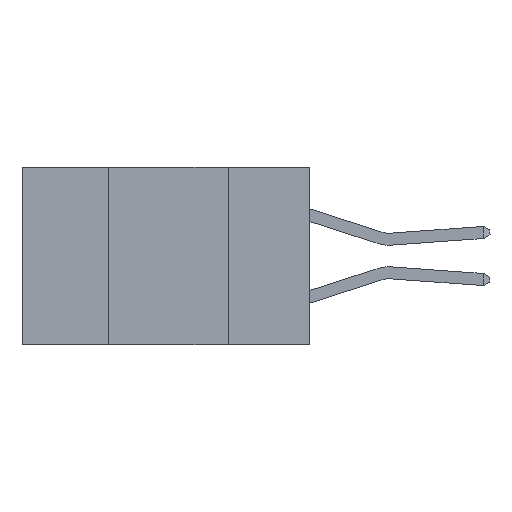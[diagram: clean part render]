
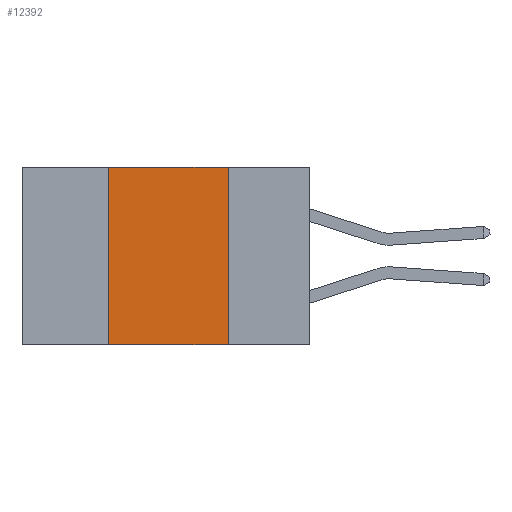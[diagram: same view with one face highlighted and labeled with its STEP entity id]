
A CAD part, left-side view. The second image highlights one B-rep face of the part: STEP entity #12392.
In plain terms, the highlighted planar face has unit normal (-1, 0, 0).
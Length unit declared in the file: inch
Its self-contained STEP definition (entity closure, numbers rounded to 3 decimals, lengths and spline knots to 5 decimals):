
#164 = CARTESIAN_POINT ( 'NONE',  ( 0., 0.17, -0.37 ) ) ;
#354 = CARTESIAN_POINT ( 'NONE',  ( 0., 0.6, 0. ) ) ;
#1077 = EDGE_LOOP ( 'NONE', ( #15341, #12620, #3635, #3072 ) ) ;
#1477 = LINE ( 'NONE', #4637, #4390 ) ;
#1791 = VECTOR ( 'NONE', #6693, 39.37008 ) ;
#2822 = VERTEX_POINT ( 'NONE', #12645 ) ;
#2929 = DIRECTION ( 'NONE',  ( 1., 0., 0. ) ) ;
#3072 = ORIENTED_EDGE ( 'NONE', *, *, #9341, .T. ) ;
#3251 = CARTESIAN_POINT ( 'NONE',  ( 0., 0.6, 0. ) ) ;
#3438 = EDGE_CURVE ( 'NONE', #4908, #2822, #3910, .T. ) ;
#3635 = ORIENTED_EDGE ( 'NONE', *, *, #3438, .F. ) ;
#3910 = LINE ( 'NONE', #6024, #13220 ) ;
#4039 = CARTESIAN_POINT ( 'NONE',  ( 0., 0.17, 0. ) ) ;
#4390 = VECTOR ( 'NONE', #5842, 39.37008 ) ;
#4637 = CARTESIAN_POINT ( 'NONE',  ( 0., 0.17, 0. ) ) ;
#4908 = VERTEX_POINT ( 'NONE', #14347 ) ;
#5404 = EDGE_CURVE ( 'NONE', #2822, #12965, #13160, .T. ) ;
#5558 = DIRECTION ( 'NONE',  ( 0., 0., 1. ) ) ;
#5838 = VERTEX_POINT ( 'NONE', #164 ) ;
#5842 = DIRECTION ( 'NONE',  ( 0., 0., -1. ) ) ;
#6024 = CARTESIAN_POINT ( 'NONE',  ( 0., 0.42, 0. ) ) ;
#6665 = EDGE_CURVE ( 'NONE', #12965, #5838, #1477, .T. ) ;
#6693 = DIRECTION ( 'NONE',  ( 0., -1., 0. ) ) ;
#6859 = FACE_OUTER_BOUND ( 'NONE', #1077, .T. ) ;
#7411 = VECTOR ( 'NONE', #11709, 39.37008 ) ;
#9341 = EDGE_CURVE ( 'NONE', #4908, #5838, #11489, .T. ) ;
#11383 = DIRECTION ( 'NONE',  ( 0., 0., -1. ) ) ;
#11489 = LINE ( 'NONE', #15203, #1791 ) ;
#11709 = DIRECTION ( 'NONE',  ( 0., -1., 0. ) ) ;
#12147 = AXIS2_PLACEMENT_3D ( 'NONE', #354, #2929, #11383 ) ;
#12392 = ADVANCED_FACE ( 'NONE', ( #6859 ), #15026, .F. ) ;
#12620 = ORIENTED_EDGE ( 'NONE', *, *, #5404, .F. ) ;
#12645 = CARTESIAN_POINT ( 'NONE',  ( 0., 0.42, 0. ) ) ;
#12965 = VERTEX_POINT ( 'NONE', #4039 ) ;
#13160 = LINE ( 'NONE', #3251, #7411 ) ;
#13220 = VECTOR ( 'NONE', #5558, 39.37008 ) ;
#14347 = CARTESIAN_POINT ( 'NONE',  ( 0., 0.42, -0.37 ) ) ;
#15026 = PLANE ( 'NONE',  #12147 ) ;
#15203 = CARTESIAN_POINT ( 'NONE',  ( 0., 0.6, -0.37 ) ) ;
#15341 = ORIENTED_EDGE ( 'NONE', *, *, #6665, .F. ) ;
